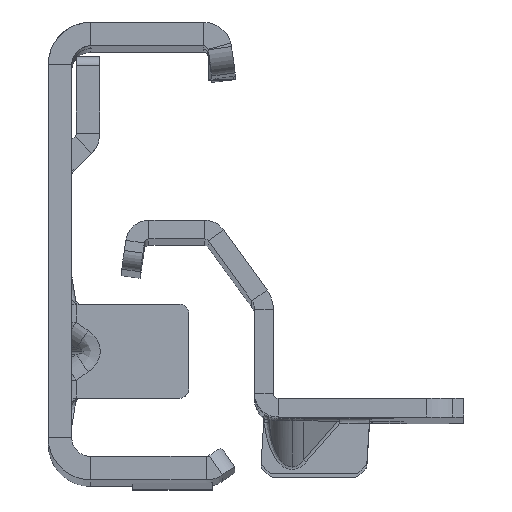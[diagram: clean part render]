
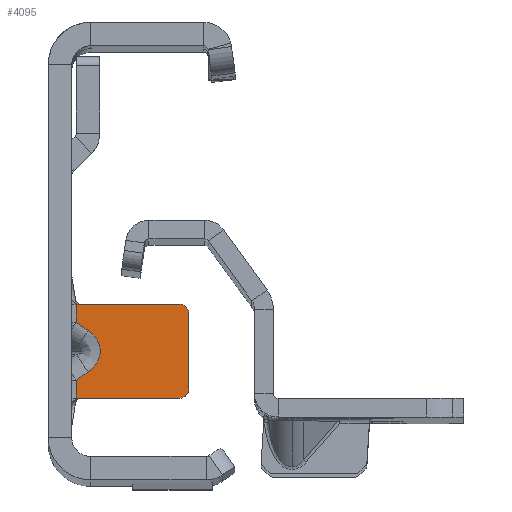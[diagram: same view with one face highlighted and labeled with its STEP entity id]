
A CAD part, top view. The second image highlights one B-rep face of the part: STEP entity #4095.
In plain terms, the highlighted planar face has unit normal (0, 0, 1).
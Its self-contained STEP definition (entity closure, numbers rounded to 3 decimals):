
#19 = CARTESIAN_POINT ( 'NONE',  ( 11.5, -4.6, -391.5 ) ) ;
#77 = VERTEX_POINT ( 'NONE', #13374 ) ;
#80 = VECTOR ( 'NONE', #5733, 1000. ) ;
#138 = VECTOR ( 'NONE', #9418, 1000. ) ;
#1141 = CARTESIAN_POINT ( 'NONE',  ( 1.757, -11.792, -391.5 ) ) ;
#1180 = VECTOR ( 'NONE', #15210, 1000. ) ;
#1278 = AXIS2_PLACEMENT_3D ( 'NONE', #4480, #14380, #15650 ) ;
#1447 = LINE ( 'NONE', #3885, #1925 ) ;
#1679 = ORIENTED_EDGE ( 'NONE', *, *, #4902, .T. ) ;
#1798 = VERTEX_POINT ( 'NONE', #8341 ) ;
#1925 = VECTOR ( 'NONE', #14821, 1000. ) ;
#1995 = CARTESIAN_POINT ( 'NONE',  ( 1.367, -7.131, -391.5 ) ) ;
#2175 = LINE ( 'NONE', #8545, #9310 ) ;
#2280 =( BOUNDED_CURVE ( )  B_SPLINE_CURVE ( 3, ( #1141, #6236, #15866, #5914 ),
 .UNSPECIFIED., .F., .T. ) 
 B_SPLINE_CURVE_WITH_KNOTS ( ( 4, 4 ),
 ( 2.356, 3.927 ),
 .UNSPECIFIED. ) 
 CURVE ( )  GEOMETRIC_REPRESENTATION_ITEM ( )  RATIONAL_B_SPLINE_CURVE ( ( 1., 0.805, 0.805, 1. ) ) 
 REPRESENTATION_ITEM ( '' )  );
#2513 = EDGE_CURVE ( 'NONE', #13017, #1798, #5911, .T. ) ;
#2815 = CARTESIAN_POINT ( 'NONE',  ( 11.5, -13.6, -391.5 ) ) ;
#2819 = VERTEX_POINT ( 'NONE', #12809 ) ;
#2899 = LINE ( 'NONE', #12868, #1180 ) ;
#3291 = CARTESIAN_POINT ( 'NONE',  ( -1.826, -14.6, -391.5 ) ) ;
#3486 = ORIENTED_EDGE ( 'NONE', *, *, #3823, .T. ) ;
#3752 = DIRECTION ( 'NONE',  ( -1., 0., 0. ) ) ;
#3776 = DIRECTION ( 'NONE',  ( 0., -1., 0. ) ) ;
#3823 = EDGE_CURVE ( 'NONE', #12518, #4935, #12264, .T. ) ;
#3885 = CARTESIAN_POINT ( 'NONE',  ( 2.624, -11.179, -391.5 ) ) ;
#4095 = ADVANCED_FACE ( 'NONE', ( #4722 ), #14299, .F. ) ;
#4237 = DIRECTION ( 'NONE',  ( 0., 1., 0. ) ) ;
#4366 = AXIS2_PLACEMENT_3D ( 'NONE', #2815, #12537, #7723 ) ;
#4480 = CARTESIAN_POINT ( 'NONE',  ( -7.326, 22.3, -391.5 ) ) ;
#4528 = CARTESIAN_POINT ( 'NONE',  ( 0.5, 22.3, -391.5 ) ) ;
#4665 = DIRECTION ( 'NONE',  ( 1., 0., 0. ) ) ;
#4722 = FACE_OUTER_BOUND ( 'NONE', #13300, .T. ) ;
#4902 = EDGE_CURVE ( 'NONE', #2819, #12518, #13116, .T. ) ;
#4935 = VERTEX_POINT ( 'NONE', #5221 ) ;
#5221 = CARTESIAN_POINT ( 'NONE',  ( 0.708, -4.6, -391.5 ) ) ;
#5668 = ORIENTED_EDGE ( 'NONE', *, *, #11999, .F. ) ;
#5733 = DIRECTION ( 'NONE',  ( 0., 1., 0. ) ) ;
#5911 = CIRCLE ( 'NONE', #4366, 1. ) ;
#5914 = CARTESIAN_POINT ( 'NONE',  ( 1.757, -7.408, -391.5 ) ) ;
#6236 = CARTESIAN_POINT ( 'NONE',  ( 3.573, -10.508, -391.5 ) ) ;
#6291 = CARTESIAN_POINT ( 'NONE',  ( 11.5, -14.6, -391.5 ) ) ;
#6723 = CARTESIAN_POINT ( 'NONE',  ( 1.757, -7.408, -391.5 ) ) ;
#6927 = VERTEX_POINT ( 'NONE', #13340 ) ;
#7065 = VERTEX_POINT ( 'NONE', #15902 ) ;
#7168 = EDGE_CURVE ( 'NONE', #1798, #2819, #10346, .T. ) ;
#7260 = EDGE_CURVE ( 'NONE', #4935, #8649, #2175, .T. ) ;
#7484 = AXIS2_PLACEMENT_3D ( 'NONE', #15904, #13666, #3776 ) ;
#7642 = EDGE_CURVE ( 'NONE', #6927, #13017, #9720, .T. ) ;
#7723 = DIRECTION ( 'NONE',  ( 0., 1., 0. ) ) ;
#7923 = EDGE_CURVE ( 'NONE', #7065, #13549, #2280, .T. ) ;
#8158 = EDGE_CURVE ( 'NONE', #13381, #77, #11837, .T. ) ;
#8341 = CARTESIAN_POINT ( 'NONE',  ( 12.5, -13.6, -391.5 ) ) ;
#8417 = EDGE_CURVE ( 'NONE', #13381, #6927, #15519, .T. ) ;
#8545 = CARTESIAN_POINT ( 'NONE',  ( -1.826, -4.6, -391.5 ) ) ;
#8649 = VERTEX_POINT ( 'NONE', #10271 ) ;
#8896 = ORIENTED_EDGE ( 'NONE', *, *, #7260, .T. ) ;
#9194 = ORIENTED_EDGE ( 'NONE', *, *, #7923, .F. ) ;
#9280 = CARTESIAN_POINT ( 'NONE',  ( 0.5, -6.519, -391.5 ) ) ;
#9291 = CARTESIAN_POINT ( 'NONE',  ( 0.5, -14.6, -391.5 ) ) ;
#9310 = VECTOR ( 'NONE', #13449, 1000. ) ;
#9391 = ORIENTED_EDGE ( 'NONE', *, *, #11859, .F. ) ;
#9418 = DIRECTION ( 'NONE',  ( -0.816, 0.577, 0. ) ) ;
#9712 = ORIENTED_EDGE ( 'NONE', *, *, #7642, .T. ) ;
#9720 = LINE ( 'NONE', #3291, #13426 ) ;
#10084 = ORIENTED_EDGE ( 'NONE', *, *, #8158, .F. ) ;
#10271 = CARTESIAN_POINT ( 'NONE',  ( 0.5, -4.6, -391.5 ) ) ;
#10346 = LINE ( 'NONE', #12606, #14975 ) ;
#10779 = ORIENTED_EDGE ( 'NONE', *, *, #7168, .T. ) ;
#11467 = ORIENTED_EDGE ( 'NONE', *, *, #13082, .F. ) ;
#11650 = DIRECTION ( 'NONE',  ( 1., 0., 0. ) ) ;
#11837 = LINE ( 'NONE', #4528, #80 ) ;
#11859 = EDGE_CURVE ( 'NONE', #77, #7065, #1447, .T. ) ;
#11999 = EDGE_CURVE ( 'NONE', #13549, #14765, #13031, .T. ) ;
#12264 = LINE ( 'NONE', #12347, #12589 ) ;
#12347 = CARTESIAN_POINT ( 'NONE',  ( -1.826, -4.6, -391.5 ) ) ;
#12518 = VERTEX_POINT ( 'NONE', #19 ) ;
#12537 = DIRECTION ( 'NONE',  ( 0., 0., 1. ) ) ;
#12589 = VECTOR ( 'NONE', #3752, 1000. ) ;
#12606 = CARTESIAN_POINT ( 'NONE',  ( 12.5, -5.6, -391.5 ) ) ;
#12809 = CARTESIAN_POINT ( 'NONE',  ( 12.5, -5.6, -391.5 ) ) ;
#12868 = CARTESIAN_POINT ( 'NONE',  ( 0.5, 22.3, -391.5 ) ) ;
#13017 = VERTEX_POINT ( 'NONE', #6291 ) ;
#13031 = LINE ( 'NONE', #1995, #138 ) ;
#13082 = EDGE_CURVE ( 'NONE', #14765, #8649, #2899, .T. ) ;
#13116 = CIRCLE ( 'NONE', #7484, 1. ) ;
#13300 = EDGE_LOOP ( 'NONE', ( #5668, #9194, #9391, #10084, #13697, #9712, #15837, #10779, #1679, #3486, #8896, #11467 ) ) ;
#13340 = CARTESIAN_POINT ( 'NONE',  ( 0.708, -14.6, -391.5 ) ) ;
#13374 = CARTESIAN_POINT ( 'NONE',  ( 0.5, -12.681, -391.5 ) ) ;
#13381 = VERTEX_POINT ( 'NONE', #9291 ) ;
#13426 = VECTOR ( 'NONE', #4665, 1000. ) ;
#13449 = DIRECTION ( 'NONE',  ( -1., 0., 0. ) ) ;
#13549 = VERTEX_POINT ( 'NONE', #6723 ) ;
#13666 = DIRECTION ( 'NONE',  ( 0., 0., 1. ) ) ;
#13697 = ORIENTED_EDGE ( 'NONE', *, *, #8417, .T. ) ;
#14299 = PLANE ( 'NONE',  #1278 ) ;
#14380 = DIRECTION ( 'NONE',  ( 0., 0., -1. ) ) ;
#14765 = VERTEX_POINT ( 'NONE', #9280 ) ;
#14821 = DIRECTION ( 'NONE',  ( 0.816, 0.577, 0. ) ) ;
#14975 = VECTOR ( 'NONE', #4237, 1000. ) ;
#15004 = VECTOR ( 'NONE', #11650, 1000. ) ;
#15210 = DIRECTION ( 'NONE',  ( 0., 1., 0. ) ) ;
#15435 = CARTESIAN_POINT ( 'NONE',  ( -1.826, -14.6, -391.5 ) ) ;
#15519 = LINE ( 'NONE', #15435, #15004 ) ;
#15650 = DIRECTION ( 'NONE',  ( 0., 1., 0. ) ) ;
#15837 = ORIENTED_EDGE ( 'NONE', *, *, #2513, .T. ) ;
#15866 = CARTESIAN_POINT ( 'NONE',  ( 3.573, -8.692, -391.5 ) ) ;
#15902 = CARTESIAN_POINT ( 'NONE',  ( 1.757, -11.792, -391.5 ) ) ;
#15904 = CARTESIAN_POINT ( 'NONE',  ( 11.5, -5.6, -391.5 ) ) ;
